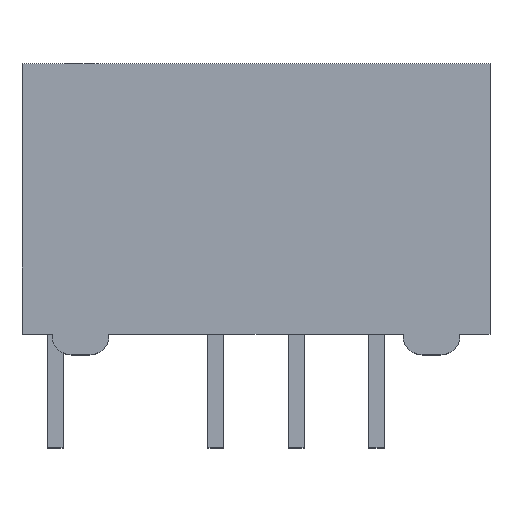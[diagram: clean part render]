
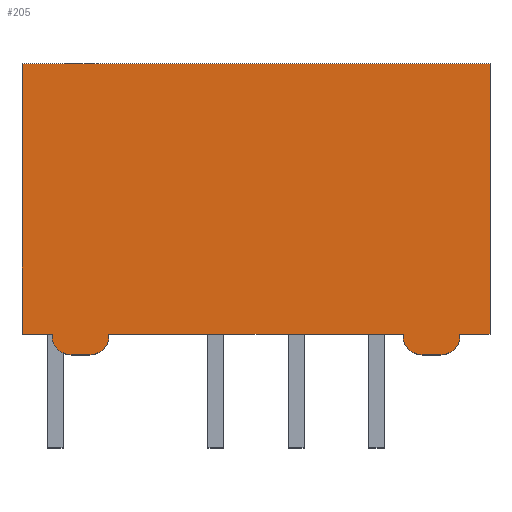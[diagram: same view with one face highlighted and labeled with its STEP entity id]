
A CAD part, top view. The second image highlights one B-rep face of the part: STEP entity #205.
In plain terms, the highlighted planar face has unit normal (0, 0, 1).
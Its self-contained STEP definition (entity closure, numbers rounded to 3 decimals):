
#3 = ORIENTED_EDGE ( 'NONE', *, *, #66, .T. ) ;
#16 = EDGE_CURVE ( 'NONE', #259, #343, #654, .T. ) ;
#25 = VERTEX_POINT ( 'NONE', #660 ) ;
#27 = EDGE_CURVE ( 'NONE', #457, #411, #661, .T. ) ;
#31 = VERTEX_POINT ( 'NONE', #681 ) ;
#42 = EDGE_CURVE ( 'NONE', #1181, #2540, #711, .T. ) ;
#66 = EDGE_CURVE ( 'NONE', #367, #25, #794, .T. ) ;
#74 = ORIENTED_EDGE ( 'NONE', *, *, #2419, .T. ) ;
#103 = EDGE_CURVE ( 'NONE', #25, #124, #913, .T. ) ;
#124 = VERTEX_POINT ( 'NONE', #970 ) ;
#173 = VERTEX_POINT ( 'NONE', #1089 ) ;
#205 = ADVANCED_FACE ( 'NONE', ( #1196 ), #1197, .F. ) ;
#244 = ORIENTED_EDGE ( 'NONE', *, *, #994, .T. ) ;
#259 = VERTEX_POINT ( 'NONE', #1525 ) ;
#260 = ORIENTED_EDGE ( 'NONE', *, *, #103, .T. ) ;
#263 = VERTEX_POINT ( 'NONE', #1561 ) ;
#285 = ORIENTED_EDGE ( 'NONE', *, *, #42, .T. ) ;
#307 = ORIENTED_EDGE ( 'NONE', *, *, #2466, .T. ) ;
#311 = ORIENTED_EDGE ( 'NONE', *, *, #1217, .T. ) ;
#343 = VERTEX_POINT ( 'NONE', #2129 ) ;
#359 = EDGE_CURVE ( 'NONE', #2540, #173, #2180, .T. ) ;
#367 = VERTEX_POINT ( 'NONE', #2199 ) ;
#384 = EDGE_CURVE ( 'NONE', #263, #457, #2214, .T. ) ;
#411 = VERTEX_POINT ( 'NONE', #2283 ) ;
#425 = ORIENTED_EDGE ( 'NONE', *, *, #359, .T. ) ;
#427 = ORIENTED_EDGE ( 'NONE', *, *, #27, .T. ) ;
#430 = ORIENTED_EDGE ( 'NONE', *, *, #16, .T. ) ;
#450 = ORIENTED_EDGE ( 'NONE', *, *, #384, .T. ) ;
#457 = VERTEX_POINT ( 'NONE', #1480 ) ;
#486 = EDGE_CURVE ( 'NONE', #1640, #259, #1668, .T. ) ;
#491 = EDGE_CURVE ( 'NONE', #31, #570, #1690, .T. ) ;
#565 = ORIENTED_EDGE ( 'NONE', *, *, #2469, .F. ) ;
#570 = VERTEX_POINT ( 'NONE', #971 ) ;
#626 = EDGE_CURVE ( 'NONE', #31, #2320, #1248, .T. ) ;
#654 = LINE ( 'NONE', #655, #656 ) ;
#655 = CARTESIAN_POINT ( 'NONE',  ( -1.05, 0.65, 3.65 ) ) ;
#656 = VECTOR ( 'NONE', #657, 1000. ) ;
#657 = DIRECTION ( 'NONE',  ( 1., 0., 0. ) ) ;
#660 = CARTESIAN_POINT ( 'NONE',  ( 11., 0.6, 3.65 ) ) ;
#661 = LINE ( 'NONE', #662, #663 ) ;
#662 = CARTESIAN_POINT ( 'NONE',  ( 1.7, 0.65, 3.65 ) ) ;
#663 = VECTOR ( 'NONE', #664, 1000. ) ;
#664 = DIRECTION ( 'NONE',  ( 0., 1., 0. ) ) ;
#681 = CARTESIAN_POINT ( 'NONE',  ( -1.05, 9.2, 3.65 ) ) ;
#711 = LINE ( 'NONE', #712, #713 ) ;
#712 = CARTESIAN_POINT ( 'NONE',  ( -0.1, 0.65, 3.65 ) ) ;
#713 = VECTOR ( 'NONE', #714, 1000. ) ;
#714 = DIRECTION ( 'NONE',  ( 0., -1., 0. ) ) ;
#794 = LINE ( 'NONE', #795, #796 ) ;
#795 = CARTESIAN_POINT ( 'NONE',  ( 11., 0.65, 3.65 ) ) ;
#796 = VECTOR ( 'NONE', #797, 1000. ) ;
#797 = DIRECTION ( 'NONE',  ( 0., -1., 0. ) ) ;
#913 = CIRCLE ( 'NONE', #914, 0.6 ) ;
#914 = AXIS2_PLACEMENT_3D ( 'NONE', #915, #916, #917 ) ;
#915 = CARTESIAN_POINT ( 'NONE',  ( 11.6, 0.6, 3.65 ) ) ;
#916 = DIRECTION ( 'NONE',  ( 0., 0., 1. ) ) ;
#917 = DIRECTION ( 'NONE',  ( -1., 0., 0. ) ) ;
#970 = CARTESIAN_POINT ( 'NONE',  ( 11.6, 0., 3.65 ) ) ;
#971 = CARTESIAN_POINT ( 'NONE',  ( -1.05, 0.65, 3.65 ) ) ;
#994 = EDGE_CURVE ( 'NONE', #2187, #1640, #1458, .T. ) ;
#1011 = ORIENTED_EDGE ( 'NONE', *, *, #1078, .T. ) ;
#1078 = EDGE_CURVE ( 'NONE', #570, #1181, #1514, .T. ) ;
#1089 = CARTESIAN_POINT ( 'NONE',  ( 0.5, 0., 3.65 ) ) ;
#1181 = VERTEX_POINT ( 'NONE', #1589 ) ;
#1196 = FACE_OUTER_BOUND ( 'NONE', #2497, .T. ) ;
#1197 = PLANE ( 'NONE',  #1198 ) ;
#1198 = AXIS2_PLACEMENT_3D ( 'NONE', #1200, #1201, #1202 ) ;
#1200 = CARTESIAN_POINT ( 'NONE',  ( -1.05, 9.2, 3.65 ) ) ;
#1201 = DIRECTION ( 'NONE',  ( 0., 0., -1. ) ) ;
#1202 = DIRECTION ( 'NONE',  ( -1., 0., 0. ) ) ;
#1217 = EDGE_CURVE ( 'NONE', #124, #2187, #1620, .T. ) ;
#1248 = LINE ( 'NONE', #1249, #1250 ) ;
#1249 = CARTESIAN_POINT ( 'NONE',  ( -1.05, 9.2, 3.65 ) ) ;
#1250 = VECTOR ( 'NONE', #1251, 1000. ) ;
#1251 = DIRECTION ( 'NONE',  ( 1., 0., 0. ) ) ;
#1458 = CIRCLE ( 'NONE', #1459, 0.6 ) ;
#1459 = AXIS2_PLACEMENT_3D ( 'NONE', #1460, #1461, #1462 ) ;
#1460 = CARTESIAN_POINT ( 'NONE',  ( 12.2, 0.6, 3.65 ) ) ;
#1461 = DIRECTION ( 'NONE',  ( 0., 0., 1. ) ) ;
#1462 = DIRECTION ( 'NONE',  ( -1., 0., 0. ) ) ;
#1480 = CARTESIAN_POINT ( 'NONE',  ( 1.7, 0.6, 3.65 ) ) ;
#1505 = LINE ( 'NONE', #1506, #1507 ) ;
#1506 = CARTESIAN_POINT ( 'NONE',  ( 0.5, 0., 3.65 ) ) ;
#1507 = VECTOR ( 'NONE', #1508, 1000. ) ;
#1508 = DIRECTION ( 'NONE',  ( 1., 0., 0. ) ) ;
#1514 = LINE ( 'NONE', #1515, #1519 ) ;
#1515 = CARTESIAN_POINT ( 'NONE',  ( -1.05, 0.65, 3.65 ) ) ;
#1519 = VECTOR ( 'NONE', #1520, 1000. ) ;
#1520 = DIRECTION ( 'NONE',  ( 1., 0., 0. ) ) ;
#1525 = CARTESIAN_POINT ( 'NONE',  ( 12.8, 0.65, 3.65 ) ) ;
#1526 = LINE ( 'NONE', #1527, #1528 ) ;
#1527 = CARTESIAN_POINT ( 'NONE',  ( 13.75, 9.2, 3.65 ) ) ;
#1528 = VECTOR ( 'NONE', #1529, 1000. ) ;
#1529 = DIRECTION ( 'NONE',  ( 0., -1., 0. ) ) ;
#1561 = CARTESIAN_POINT ( 'NONE',  ( 1.1, 0., 3.65 ) ) ;
#1589 = CARTESIAN_POINT ( 'NONE',  ( -0.1, 0.65, 3.65 ) ) ;
#1620 = LINE ( 'NONE', #1622, #1623 ) ;
#1622 = CARTESIAN_POINT ( 'NONE',  ( 12.2, 0., 3.65 ) ) ;
#1623 = VECTOR ( 'NONE', #1624, 1000. ) ;
#1624 = DIRECTION ( 'NONE',  ( 1., 0., 0. ) ) ;
#1640 = VERTEX_POINT ( 'NONE', #1888 ) ;
#1668 = LINE ( 'NONE', #1669, #1670 ) ;
#1669 = CARTESIAN_POINT ( 'NONE',  ( 12.8, 0.65, 3.65 ) ) ;
#1670 = VECTOR ( 'NONE', #1671, 1000. ) ;
#1671 = DIRECTION ( 'NONE',  ( 0., 1., 0. ) ) ;
#1690 = LINE ( 'NONE', #1691, #1692 ) ;
#1691 = CARTESIAN_POINT ( 'NONE',  ( -1.05, 9.2, 3.65 ) ) ;
#1692 = VECTOR ( 'NONE', #1698, 1000. ) ;
#1698 = DIRECTION ( 'NONE',  ( 0., -1., 0. ) ) ;
#1874 = CARTESIAN_POINT ( 'NONE',  ( -0.1, 0.6, 3.65 ) ) ;
#1888 = CARTESIAN_POINT ( 'NONE',  ( 12.8, 0.6, 3.65 ) ) ;
#2060 = ORIENTED_EDGE ( 'NONE', *, *, #486, .T. ) ;
#2129 = CARTESIAN_POINT ( 'NONE',  ( 13.75, 0.65, 3.65 ) ) ;
#2130 = CARTESIAN_POINT ( 'NONE',  ( 12.2, 0., 3.65 ) ) ;
#2180 = CIRCLE ( 'NONE', #2181, 0.6 ) ;
#2181 = AXIS2_PLACEMENT_3D ( 'NONE', #2182, #2183, #2184 ) ;
#2182 = CARTESIAN_POINT ( 'NONE',  ( 0.5, 0.6, 3.65 ) ) ;
#2183 = DIRECTION ( 'NONE',  ( 0., 0., 1. ) ) ;
#2184 = DIRECTION ( 'NONE',  ( -1., 0., 0. ) ) ;
#2187 = VERTEX_POINT ( 'NONE', #2130 ) ;
#2188 = CARTESIAN_POINT ( 'NONE',  ( 13.75, 9.2, 3.65 ) ) ;
#2199 = CARTESIAN_POINT ( 'NONE',  ( 11., 0.65, 3.65 ) ) ;
#2214 = CIRCLE ( 'NONE', #2215, 0.6 ) ;
#2215 = AXIS2_PLACEMENT_3D ( 'NONE', #2216, #2217, #2218 ) ;
#2216 = CARTESIAN_POINT ( 'NONE',  ( 1.1, 0.6, 3.65 ) ) ;
#2217 = DIRECTION ( 'NONE',  ( 0., 0., 1. ) ) ;
#2218 = DIRECTION ( 'NONE',  ( -1., 0., 0. ) ) ;
#2249 = LINE ( 'NONE', #2250, #2251 ) ;
#2250 = CARTESIAN_POINT ( 'NONE',  ( -1.05, 0.65, 3.65 ) ) ;
#2251 = VECTOR ( 'NONE', #2252, 1000. ) ;
#2252 = DIRECTION ( 'NONE',  ( 1., 0., 0. ) ) ;
#2283 = CARTESIAN_POINT ( 'NONE',  ( 1.7, 0.65, 3.65 ) ) ;
#2320 = VERTEX_POINT ( 'NONE', #2188 ) ;
#2419 = EDGE_CURVE ( 'NONE', #411, #367, #2249, .T. ) ;
#2443 = ORIENTED_EDGE ( 'NONE', *, *, #626, .F. ) ;
#2466 = EDGE_CURVE ( 'NONE', #173, #263, #1505, .T. ) ;
#2469 = EDGE_CURVE ( 'NONE', #2320, #343, #1526, .T. ) ;
#2497 = EDGE_LOOP ( 'NONE', ( #1011, #285, #425, #307, #450, #427, #74, #3, #260, #311, #244, #2060, #430, #565, #2443, #2526 ) ) ;
#2526 = ORIENTED_EDGE ( 'NONE', *, *, #491, .T. ) ;
#2540 = VERTEX_POINT ( 'NONE', #1874 ) ;
